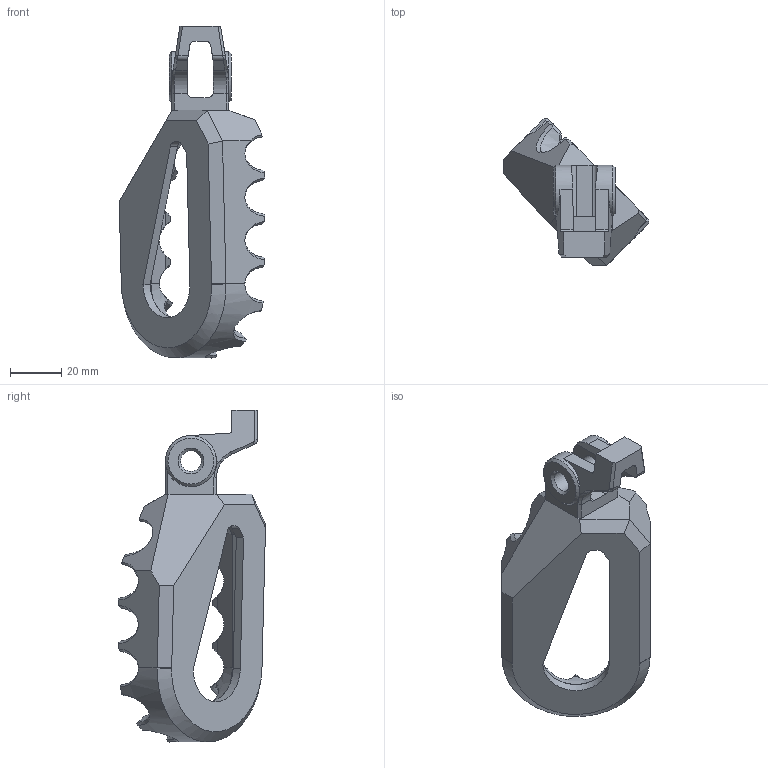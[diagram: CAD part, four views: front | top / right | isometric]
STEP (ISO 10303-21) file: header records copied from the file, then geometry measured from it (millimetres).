
FILE_DESCRIPTION(/* description */ (''),/* implementation_level */ '2;1');
FILE_NAME(/* name */ 'pedal-left.stp',/* time_stamp */ '2024-03-10T10:18:02+08:00',/* author */ ('nicx5'),/* organization */ (''),/* preprocessor_version */ 'ST-DEVELOPER v19.2',/* originating_system */ 'Autodesk Inventor 2024',/* authorisation */ '');
FILE_SCHEMA (('AUTOMOTIVE_DESIGN { 1 0 10303 214 3 1 1 }'));
Length unit declared in the file: millimetre
Products named in the file (1): pedal-left
Bounding box: 56.99 x 57.57 x 130 mm (x, y, z)
Volume: 61155.1 mm3; surface area: 20267.9 mm2
Topology: 1 solids, 1 shells, 416 faces, 1148 edges, 736 vertices
Faces by surface type: bspline 223, plane 150, cylinder 26, cone 17
Full cylindrical faces by diameter (mm): 8.1 x2
Entity records: 17604 total; most frequent: CARTESIAN_POINT 8803, ORIENTED_EDGE 2296, EDGE_CURVE 1148, DIRECTION 1017, VERTEX_POINT 736, B_SPLINE_CURVE_WITH_KNOTS 603, LINE 451, VECTOR 451
